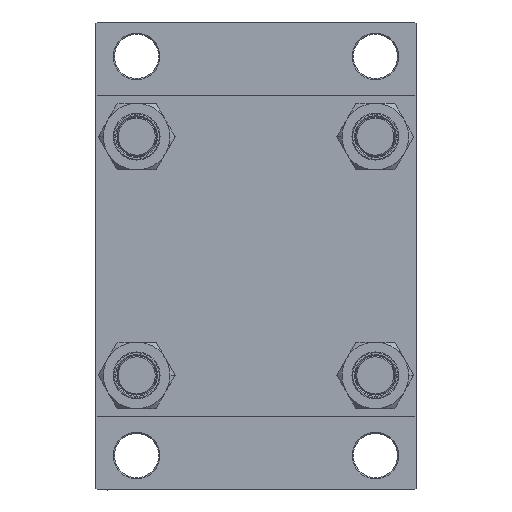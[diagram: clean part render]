
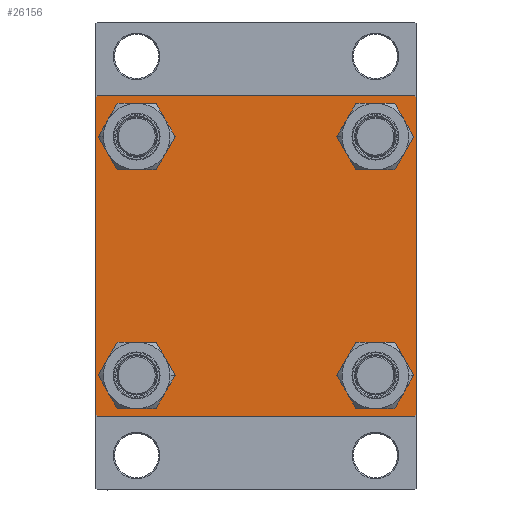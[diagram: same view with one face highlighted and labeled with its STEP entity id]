
A CAD part, left-side view. The second image highlights one B-rep face of the part: STEP entity #26156.
In plain terms, the highlighted planar face has unit normal (-1, 0, 0).
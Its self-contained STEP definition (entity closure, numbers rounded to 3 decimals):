
#236 = VECTOR ( 'NONE', #12988, 1000. ) ;
#681 = CARTESIAN_POINT ( 'NONE',  ( 0., -48.45, -48.45 ) ) ;
#1000 = AXIS2_PLACEMENT_3D ( 'NONE', #26973, #16338, #45810 ) ;
#1137 = CIRCLE ( 'NONE', #22712, 8.5 ) ;
#1174 = CARTESIAN_POINT ( 'NONE',  ( 0., 48.45, -48.45 ) ) ;
#1224 = DIRECTION ( 'NONE',  ( 0., -1., 0. ) ) ;
#1329 = CARTESIAN_POINT ( 'NONE',  ( 0., 64.5, 65. ) ) ;
#1623 = FACE_BOUND ( 'NONE', #28819, .T. ) ;
#1773 = VECTOR ( 'NONE', #1979, 1000. ) ;
#1822 = VERTEX_POINT ( 'NONE', #24104 ) ;
#1838 = CIRCLE ( 'NONE', #39649, 8.5 ) ;
#1864 = DIRECTION ( 'NONE',  ( 0., -0.707, -0.707 ) ) ;
#1979 = DIRECTION ( 'NONE',  ( 0., 0., -1. ) ) ;
#2057 = VERTEX_POINT ( 'NONE', #9577 ) ;
#2183 = CARTESIAN_POINT ( 'NONE',  ( 0., 48.45, 48.45 ) ) ;
#2189 = ORIENTED_EDGE ( 'NONE', *, *, #29464, .T. ) ;
#2328 = DIRECTION ( 'NONE',  ( 1., 0., 0. ) ) ;
#2362 = LINE ( 'NONE', #31083, #236 ) ;
#2406 = DIRECTION ( 'NONE',  ( 1., 0., 0. ) ) ;
#2499 = VECTOR ( 'NONE', #38366, 1000. ) ;
#2657 = ORIENTED_EDGE ( 'NONE', *, *, #30134, .T. ) ;
#2960 = EDGE_CURVE ( 'NONE', #9394, #33425, #1838, .T. ) ;
#3429 = VECTOR ( 'NONE', #25196, 1000. ) ;
#3475 = EDGE_LOOP ( 'NONE', ( #29887, #27918 ) ) ;
#3571 = EDGE_CURVE ( 'NONE', #26782, #2057, #24429, .T. ) ;
#3688 = VERTEX_POINT ( 'NONE', #44221 ) ;
#4117 = EDGE_CURVE ( 'NONE', #1822, #16797, #1137, .T. ) ;
#4265 = EDGE_CURVE ( 'NONE', #14642, #8734, #32437, .T. ) ;
#5252 = FACE_BOUND ( 'NONE', #19457, .T. ) ;
#5554 = VERTEX_POINT ( 'NONE', #18989 ) ;
#6256 = CARTESIAN_POINT ( 'NONE',  ( 0., 65., 64.5 ) ) ;
#6265 = ORIENTED_EDGE ( 'NONE', *, *, #37750, .T. ) ;
#7252 = VECTOR ( 'NONE', #42314, 1000. ) ;
#7262 = EDGE_CURVE ( 'NONE', #27661, #32873, #28167, .T. ) ;
#8123 = EDGE_CURVE ( 'NONE', #8494, #10619, #26665, .T. ) ;
#8220 = CARTESIAN_POINT ( 'NONE',  ( 0., 65., 65. ) ) ;
#8494 = VERTEX_POINT ( 'NONE', #18421 ) ;
#8585 = CARTESIAN_POINT ( 'NONE',  ( 0., -48.45, 48.45 ) ) ;
#8734 = VERTEX_POINT ( 'NONE', #6256 ) ;
#9098 = LINE ( 'NONE', #26319, #43011 ) ;
#9394 = VERTEX_POINT ( 'NONE', #47420 ) ;
#9577 = CARTESIAN_POINT ( 'NONE',  ( 0., -64.5, 65. ) ) ;
#9864 = EDGE_CURVE ( 'NONE', #5554, #18851, #9098, .T. ) ;
#10039 = DIRECTION ( 'NONE',  ( 0., 0., 1. ) ) ;
#10619 = VERTEX_POINT ( 'NONE', #23174 ) ;
#10905 = ORIENTED_EDGE ( 'NONE', *, *, #39797, .T. ) ;
#11334 = CARTESIAN_POINT ( 'NONE',  ( 0., -48.45, -56.95 ) ) ;
#12247 = FACE_BOUND ( 'NONE', #18261, .T. ) ;
#12502 = ORIENTED_EDGE ( 'NONE', *, *, #8123, .T. ) ;
#12723 = CARTESIAN_POINT ( 'NONE',  ( 0., 48.45, -48.45 ) ) ;
#12775 = LINE ( 'NONE', #28379, #2499 ) ;
#12988 = DIRECTION ( 'NONE',  ( 0., 0., -1. ) ) ;
#13030 = DIRECTION ( 'NONE',  ( 0., 0., 1. ) ) ;
#14135 = ORIENTED_EDGE ( 'NONE', *, *, #31718, .T. ) ;
#14234 = CARTESIAN_POINT ( 'NONE',  ( 0., -48.45, -39.95 ) ) ;
#14277 = CIRCLE ( 'NONE', #43612, 8.5 ) ;
#14642 = VERTEX_POINT ( 'NONE', #1329 ) ;
#14826 = CIRCLE ( 'NONE', #20965, 8.5 ) ;
#16338 = DIRECTION ( 'NONE',  ( -1., 0., 0. ) ) ;
#16427 = DIRECTION ( 'NONE',  ( 1., 0., 0. ) ) ;
#16602 = DIRECTION ( 'NONE',  ( 1., 0., 0. ) ) ;
#16797 = VERTEX_POINT ( 'NONE', #29358 ) ;
#16943 = VECTOR ( 'NONE', #34980, 1000. ) ;
#17093 = CIRCLE ( 'NONE', #46406, 8.5 ) ;
#18261 = EDGE_LOOP ( 'NONE', ( #14135, #12502 ) ) ;
#18421 = CARTESIAN_POINT ( 'NONE',  ( 0., 48.45, -56.95 ) ) ;
#18794 = AXIS2_PLACEMENT_3D ( 'NONE', #1174, #20187, #34937 ) ;
#18851 = VERTEX_POINT ( 'NONE', #23260 ) ;
#18989 = CARTESIAN_POINT ( 'NONE',  ( 0., 65., -64.5 ) ) ;
#19404 = EDGE_CURVE ( 'NONE', #3688, #44680, #35227, .T. ) ;
#19457 = EDGE_LOOP ( 'NONE', ( #6265, #39821 ) ) ;
#20187 = DIRECTION ( 'NONE',  ( 1., 0., 0. ) ) ;
#20460 = AXIS2_PLACEMENT_3D ( 'NONE', #681, #2328, #10039 ) ;
#20965 = AXIS2_PLACEMENT_3D ( 'NONE', #28235, #2406, #13030 ) ;
#21165 = CARTESIAN_POINT ( 'NONE',  ( 0., -48.45, -48.45 ) ) ;
#21932 = CARTESIAN_POINT ( 'NONE',  ( 0., -65., 64.5 ) ) ;
#21965 = CARTESIAN_POINT ( 'NONE',  ( 0., -65., -64.5 ) ) ;
#22712 = AXIS2_PLACEMENT_3D ( 'NONE', #8585, #31264, #31015 ) ;
#23174 = CARTESIAN_POINT ( 'NONE',  ( 0., 48.45, -39.95 ) ) ;
#23260 = CARTESIAN_POINT ( 'NONE',  ( 0., 64.5, -65. ) ) ;
#23455 = LINE ( 'NONE', #45676, #1773 ) ;
#23808 = PLANE ( 'NONE',  #1000 ) ;
#24076 = DIRECTION ( 'NONE',  ( 1., 0., 0. ) ) ;
#24104 = CARTESIAN_POINT ( 'NONE',  ( 0., -48.45, 39.95 ) ) ;
#24192 = CIRCLE ( 'NONE', #18794, 8.5 ) ;
#24429 = LINE ( 'NONE', #31913, #7252 ) ;
#24903 = ORIENTED_EDGE ( 'NONE', *, *, #19404, .T. ) ;
#25196 = DIRECTION ( 'NONE',  ( 0., 0.707, -0.707 ) ) ;
#26156 = ADVANCED_FACE ( 'NONE', ( #5252, #34934, #12247, #1623, #31308 ), #23808, .T. ) ;
#26319 = CARTESIAN_POINT ( 'NONE',  ( 0., 64.75, -64.75 ) ) ;
#26345 = ORIENTED_EDGE ( 'NONE', *, *, #3571, .T. ) ;
#26566 = LINE ( 'NONE', #8220, #43600 ) ;
#26665 = CIRCLE ( 'NONE', #32814, 8.5 ) ;
#26782 = VERTEX_POINT ( 'NONE', #21932 ) ;
#26973 = CARTESIAN_POINT ( 'NONE',  ( 0., 0., 0. ) ) ;
#27042 = EDGE_CURVE ( 'NONE', #26782, #44680, #2362, .T. ) ;
#27444 = DIRECTION ( 'NONE',  ( 1., 0., 0. ) ) ;
#27661 = VERTEX_POINT ( 'NONE', #11334 ) ;
#27725 = CARTESIAN_POINT ( 'NONE',  ( 0., -64.75, -64.75 ) ) ;
#27918 = ORIENTED_EDGE ( 'NONE', *, *, #7262, .T. ) ;
#28167 = CIRCLE ( 'NONE', #20460, 8.5 ) ;
#28235 = CARTESIAN_POINT ( 'NONE',  ( 0., -48.45, 48.45 ) ) ;
#28379 = CARTESIAN_POINT ( 'NONE',  ( 0., 65., -65. ) ) ;
#28819 = EDGE_LOOP ( 'NONE', ( #10905, #32539 ) ) ;
#29358 = CARTESIAN_POINT ( 'NONE',  ( 0., -48.45, 56.95 ) ) ;
#29464 = EDGE_CURVE ( 'NONE', #18851, #3688, #12775, .T. ) ;
#29887 = ORIENTED_EDGE ( 'NONE', *, *, #35933, .T. ) ;
#30134 = EDGE_CURVE ( 'NONE', #8734, #5554, #23455, .T. ) ;
#31015 = DIRECTION ( 'NONE',  ( 0., 0., 1. ) ) ;
#31083 = CARTESIAN_POINT ( 'NONE',  ( 0., -65., 65. ) ) ;
#31146 = DIRECTION ( 'NONE',  ( 0., 0., 1. ) ) ;
#31264 = DIRECTION ( 'NONE',  ( 1., 0., 0. ) ) ;
#31308 = FACE_OUTER_BOUND ( 'NONE', #39283, .T. ) ;
#31315 = DIRECTION ( 'NONE',  ( 0., 0., 1. ) ) ;
#31718 = EDGE_CURVE ( 'NONE', #10619, #8494, #24192, .T. ) ;
#31913 = CARTESIAN_POINT ( 'NONE',  ( 0., -64.75, 64.75 ) ) ;
#32437 = LINE ( 'NONE', #39460, #3429 ) ;
#32539 = ORIENTED_EDGE ( 'NONE', *, *, #2960, .T. ) ;
#32814 = AXIS2_PLACEMENT_3D ( 'NONE', #12723, #27444, #42178 ) ;
#32873 = VERTEX_POINT ( 'NONE', #14234 ) ;
#33425 = VERTEX_POINT ( 'NONE', #40922 ) ;
#34702 = CARTESIAN_POINT ( 'NONE',  ( 0., 48.45, 48.45 ) ) ;
#34934 = FACE_BOUND ( 'NONE', #3475, .T. ) ;
#34937 = DIRECTION ( 'NONE',  ( 0., 0., 1. ) ) ;
#34980 = DIRECTION ( 'NONE',  ( 0., -0.707, 0.707 ) ) ;
#35227 = LINE ( 'NONE', #27725, #16943 ) ;
#35923 = DIRECTION ( 'NONE',  ( 0., 0., 1. ) ) ;
#35933 = EDGE_CURVE ( 'NONE', #32873, #27661, #14277, .T. ) ;
#35994 = ORIENTED_EDGE ( 'NONE', *, *, #47654, .F. ) ;
#37750 = EDGE_CURVE ( 'NONE', #16797, #1822, #14826, .T. ) ;
#38366 = DIRECTION ( 'NONE',  ( 0., -1., 0. ) ) ;
#39283 = EDGE_LOOP ( 'NONE', ( #2657, #47409, #2189, #24903, #39965, #26345, #35994, #44157 ) ) ;
#39460 = CARTESIAN_POINT ( 'NONE',  ( 0., 64.75, 64.75 ) ) ;
#39649 = AXIS2_PLACEMENT_3D ( 'NONE', #34702, #16602, #31315 ) ;
#39797 = EDGE_CURVE ( 'NONE', #33425, #9394, #17093, .T. ) ;
#39821 = ORIENTED_EDGE ( 'NONE', *, *, #4117, .T. ) ;
#39965 = ORIENTED_EDGE ( 'NONE', *, *, #27042, .F. ) ;
#40922 = CARTESIAN_POINT ( 'NONE',  ( 0., 48.45, 56.95 ) ) ;
#42178 = DIRECTION ( 'NONE',  ( 0., 0., 1. ) ) ;
#42314 = DIRECTION ( 'NONE',  ( 0., 0.707, 0.707 ) ) ;
#43011 = VECTOR ( 'NONE', #1864, 1000. ) ;
#43600 = VECTOR ( 'NONE', #1224, 1000. ) ;
#43612 = AXIS2_PLACEMENT_3D ( 'NONE', #21165, #24076, #35923 ) ;
#44157 = ORIENTED_EDGE ( 'NONE', *, *, #4265, .T. ) ;
#44221 = CARTESIAN_POINT ( 'NONE',  ( 0., -64.5, -65. ) ) ;
#44680 = VERTEX_POINT ( 'NONE', #21965 ) ;
#45676 = CARTESIAN_POINT ( 'NONE',  ( 0., 65., 65. ) ) ;
#45810 = DIRECTION ( 'NONE',  ( 0., 0., 1. ) ) ;
#46406 = AXIS2_PLACEMENT_3D ( 'NONE', #2183, #16427, #31146 ) ;
#47409 = ORIENTED_EDGE ( 'NONE', *, *, #9864, .T. ) ;
#47420 = CARTESIAN_POINT ( 'NONE',  ( 0., 48.45, 39.95 ) ) ;
#47654 = EDGE_CURVE ( 'NONE', #14642, #2057, #26566, .T. ) ;
